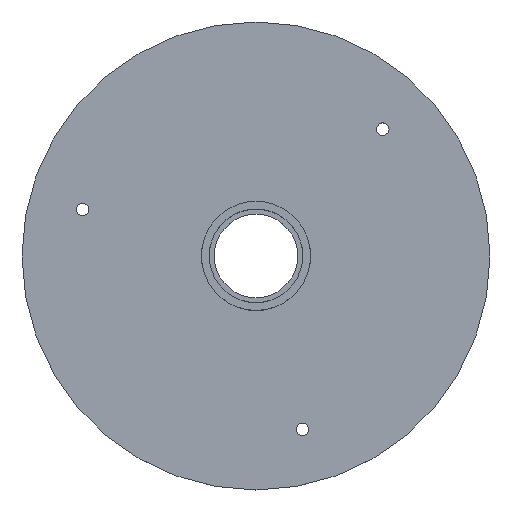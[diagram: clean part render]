
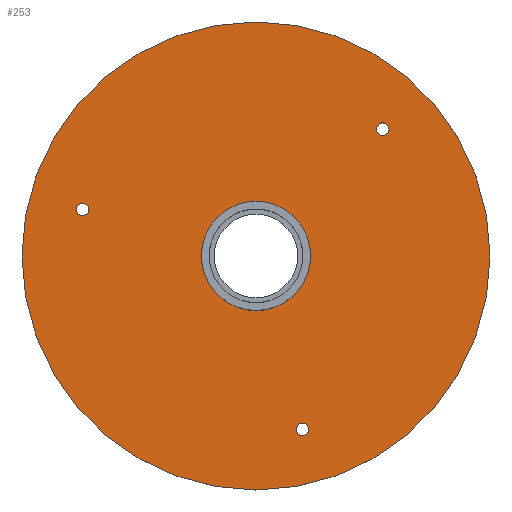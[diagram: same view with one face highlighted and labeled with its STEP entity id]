
A CAD part, top view. The second image highlights one B-rep face of the part: STEP entity #253.
In plain terms, the highlighted planar face has unit normal (0, 0, 1).
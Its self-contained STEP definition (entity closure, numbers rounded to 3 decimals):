
#24 = VERTEX_POINT('',#25);
#25 = CARTESIAN_POINT('',(150.,0.,4.));
#32 = CYLINDRICAL_SURFACE('',#33,150.);
#33 = AXIS2_PLACEMENT_3D('',#34,#35,#36);
#34 = CARTESIAN_POINT('',(0.,0.,0.));
#35 = DIRECTION('',(-0.,-0.,-1.));
#36 = DIRECTION('',(1.,0.,0.));
#51 = EDGE_CURVE('',#24,#24,#52,.T.);
#52 = SURFACE_CURVE('',#53,(#58,#65),.PCURVE_S1.);
#53 = CIRCLE('',#54,150.);
#54 = AXIS2_PLACEMENT_3D('',#55,#56,#57);
#55 = CARTESIAN_POINT('',(0.,0.,4.));
#56 = DIRECTION('',(0.,0.,1.));
#57 = DIRECTION('',(1.,0.,0.));
#58 = PCURVE('',#32,#59);
#59 = DEFINITIONAL_REPRESENTATION('',(#60),#64);
#60 = LINE('',#61,#62);
#61 = CARTESIAN_POINT('',(-0.,-4.));
#62 = VECTOR('',#63,1.);
#63 = DIRECTION('',(-1.,0.));
#64 = ( GEOMETRIC_REPRESENTATION_CONTEXT(2) 
PARAMETRIC_REPRESENTATION_CONTEXT() REPRESENTATION_CONTEXT('2D SPACE',''
  ) );
#65 = PCURVE('',#66,#71);
#66 = PLANE('',#67);
#67 = AXIS2_PLACEMENT_3D('',#68,#69,#70);
#68 = CARTESIAN_POINT('',(150.,0.,4.));
#69 = DIRECTION('',(0.,0.,-1.));
#70 = DIRECTION('',(-1.,0.,0.));
#71 = DEFINITIONAL_REPRESENTATION('',(#72),#80);
#72 = ( BOUNDED_CURVE() B_SPLINE_CURVE(2,(#73,#74,#75,#76,#77,#78,#79),
.UNSPECIFIED.,.F.,.F.) B_SPLINE_CURVE_WITH_KNOTS((1,2,2,2,2,1),(
    -2.094,0.,2.094,4.189,6.283,
8.378),.UNSPECIFIED.) CURVE() GEOMETRIC_REPRESENTATION_ITEM() 
RATIONAL_B_SPLINE_CURVE((1.,0.5,1.,0.5,1.,0.5,1.)) REPRESENTATION_ITEM(
  '') );
#73 = CARTESIAN_POINT('',(0.,0.));
#74 = CARTESIAN_POINT('',(0.,259.808));
#75 = CARTESIAN_POINT('',(225.,129.904));
#76 = CARTESIAN_POINT('',(450.,0.));
#77 = CARTESIAN_POINT('',(225.,-129.904));
#78 = CARTESIAN_POINT('',(0.,-259.808));
#79 = CARTESIAN_POINT('',(0.,0.));
#80 = ( GEOMETRIC_REPRESENTATION_CONTEXT(2) 
PARAMETRIC_REPRESENTATION_CONTEXT() REPRESENTATION_CONTEXT('2D SPACE',''
  ) );
#141 = CYLINDRICAL_SURFACE('',#142,4.);
#142 = AXIS2_PLACEMENT_3D('',#143,#144,#145);
#143 = CARTESIAN_POINT('',(81.317,81.317,4.));
#144 = DIRECTION('',(0.,0.,1.));
#145 = DIRECTION('',(1.,0.,0.));
#176 = CYLINDRICAL_SURFACE('',#177,4.);
#177 = AXIS2_PLACEMENT_3D('',#178,#179,#180);
#178 = CARTESIAN_POINT('',(-111.081,29.764,4.));
#179 = DIRECTION('',(0.,0.,1.));
#180 = DIRECTION('',(-0.5,0.866,0.));
#211 = CYLINDRICAL_SURFACE('',#212,4.);
#212 = AXIS2_PLACEMENT_3D('',#213,#214,#215);
#213 = CARTESIAN_POINT('',(29.764,-111.081,4.));
#214 = DIRECTION('',(0.,0.,1.));
#215 = DIRECTION('',(-0.5,-0.866,0.));
#253 = ADVANCED_FACE('',(#254,#257,#287,#317,#347),#66,.F.);
#254 = FACE_BOUND('',#255,.F.);
#255 = EDGE_LOOP('',(#256));
#256 = ORIENTED_EDGE('',*,*,#51,.F.);
#257 = FACE_BOUND('',#258,.F.);
#258 = EDGE_LOOP('',(#259));
#259 = ORIENTED_EDGE('',*,*,#260,.T.);
#260 = EDGE_CURVE('',#261,#261,#263,.T.);
#261 = VERTEX_POINT('',#262);
#262 = CARTESIAN_POINT('',(85.317,81.317,4.));
#263 = SURFACE_CURVE('',#264,(#269,#280),.PCURVE_S1.);
#264 = CIRCLE('',#265,4.);
#265 = AXIS2_PLACEMENT_3D('',#266,#267,#268);
#266 = CARTESIAN_POINT('',(81.317,81.317,4.));
#267 = DIRECTION('',(0.,0.,1.));
#268 = DIRECTION('',(1.,0.,0.));
#269 = PCURVE('',#66,#270);
#270 = DEFINITIONAL_REPRESENTATION('',(#271),#279);
#271 = ( BOUNDED_CURVE() B_SPLINE_CURVE(2,(#272,#273,#274,#275,#276,#277
,#278),.UNSPECIFIED.,.T.,.F.) B_SPLINE_CURVE_WITH_KNOTS((1,2,2,2,2,1),(
    -2.094,0.,2.094,4.189,6.283,
8.378),.UNSPECIFIED.) CURVE() GEOMETRIC_REPRESENTATION_ITEM() 
RATIONAL_B_SPLINE_CURVE((1.,0.5,1.,0.5,1.,0.5,1.)) REPRESENTATION_ITEM(
  '') );
#272 = CARTESIAN_POINT('',(64.683,81.317));
#273 = CARTESIAN_POINT('',(64.683,88.245));
#274 = CARTESIAN_POINT('',(70.683,84.781));
#275 = CARTESIAN_POINT('',(76.683,81.317));
#276 = CARTESIAN_POINT('',(70.683,77.853));
#277 = CARTESIAN_POINT('',(64.683,74.389));
#278 = CARTESIAN_POINT('',(64.683,81.317));
#279 = ( GEOMETRIC_REPRESENTATION_CONTEXT(2) 
PARAMETRIC_REPRESENTATION_CONTEXT() REPRESENTATION_CONTEXT('2D SPACE',''
  ) );
#280 = PCURVE('',#141,#281);
#281 = DEFINITIONAL_REPRESENTATION('',(#282),#286);
#282 = LINE('',#283,#284);
#283 = CARTESIAN_POINT('',(0.,0.));
#284 = VECTOR('',#285,1.);
#285 = DIRECTION('',(1.,0.));
#286 = ( GEOMETRIC_REPRESENTATION_CONTEXT(2) 
PARAMETRIC_REPRESENTATION_CONTEXT() REPRESENTATION_CONTEXT('2D SPACE',''
  ) );
#287 = FACE_BOUND('',#288,.F.);
#288 = EDGE_LOOP('',(#289));
#289 = ORIENTED_EDGE('',*,*,#290,.T.);
#290 = EDGE_CURVE('',#291,#291,#293,.T.);
#291 = VERTEX_POINT('',#292);
#292 = CARTESIAN_POINT('',(-113.081,33.228,4.));
#293 = SURFACE_CURVE('',#294,(#299,#310),.PCURVE_S1.);
#294 = CIRCLE('',#295,4.);
#295 = AXIS2_PLACEMENT_3D('',#296,#297,#298);
#296 = CARTESIAN_POINT('',(-111.081,29.764,4.));
#297 = DIRECTION('',(0.,0.,1.));
#298 = DIRECTION('',(-0.5,0.866,0.));
#299 = PCURVE('',#66,#300);
#300 = DEFINITIONAL_REPRESENTATION('',(#301),#309);
#301 = ( BOUNDED_CURVE() B_SPLINE_CURVE(2,(#302,#303,#304,#305,#306,#307
,#308),.UNSPECIFIED.,.F.,.F.) B_SPLINE_CURVE_WITH_KNOTS((1,2,2,2,2,1),(
    -2.094,0.,2.094,4.189,6.283,
8.378),.UNSPECIFIED.) CURVE() GEOMETRIC_REPRESENTATION_ITEM() 
RATIONAL_B_SPLINE_CURVE((1.,0.5,1.,0.5,1.,0.5,1.)) REPRESENTATION_ITEM(
  '') );
#302 = CARTESIAN_POINT('',(263.081,33.228));
#303 = CARTESIAN_POINT('',(269.081,29.764));
#304 = CARTESIAN_POINT('',(263.081,26.3));
#305 = CARTESIAN_POINT('',(257.081,22.836));
#306 = CARTESIAN_POINT('',(257.081,29.764));
#307 = CARTESIAN_POINT('',(257.081,36.692));
#308 = CARTESIAN_POINT('',(263.081,33.228));
#309 = ( GEOMETRIC_REPRESENTATION_CONTEXT(2) 
PARAMETRIC_REPRESENTATION_CONTEXT() REPRESENTATION_CONTEXT('2D SPACE',''
  ) );
#310 = PCURVE('',#176,#311);
#311 = DEFINITIONAL_REPRESENTATION('',(#312),#316);
#312 = LINE('',#313,#314);
#313 = CARTESIAN_POINT('',(0.,0.));
#314 = VECTOR('',#315,1.);
#315 = DIRECTION('',(1.,0.));
#316 = ( GEOMETRIC_REPRESENTATION_CONTEXT(2) 
PARAMETRIC_REPRESENTATION_CONTEXT() REPRESENTATION_CONTEXT('2D SPACE',''
  ) );
#317 = FACE_BOUND('',#318,.F.);
#318 = EDGE_LOOP('',(#319));
#319 = ORIENTED_EDGE('',*,*,#320,.T.);
#320 = EDGE_CURVE('',#321,#321,#323,.T.);
#321 = VERTEX_POINT('',#322);
#322 = CARTESIAN_POINT('',(27.764,-114.546,4.));
#323 = SURFACE_CURVE('',#324,(#329,#340),.PCURVE_S1.);
#324 = CIRCLE('',#325,4.);
#325 = AXIS2_PLACEMENT_3D('',#326,#327,#328);
#326 = CARTESIAN_POINT('',(29.764,-111.081,4.));
#327 = DIRECTION('',(0.,0.,1.));
#328 = DIRECTION('',(-0.5,-0.866,0.));
#329 = PCURVE('',#66,#330);
#330 = DEFINITIONAL_REPRESENTATION('',(#331),#339);
#331 = ( BOUNDED_CURVE() B_SPLINE_CURVE(2,(#332,#333,#334,#335,#336,#337
,#338),.UNSPECIFIED.,.F.,.F.) B_SPLINE_CURVE_WITH_KNOTS((1,2,2,2,2,1),(
    -2.094,0.,2.094,4.189,6.283,
8.378),.UNSPECIFIED.) CURVE() GEOMETRIC_REPRESENTATION_ITEM() 
RATIONAL_B_SPLINE_CURVE((1.,0.5,1.,0.5,1.,0.5,1.)) REPRESENTATION_ITEM(
  '') );
#332 = CARTESIAN_POINT('',(122.236,-114.546));
#333 = CARTESIAN_POINT('',(116.236,-118.01));
#334 = CARTESIAN_POINT('',(116.236,-111.081));
#335 = CARTESIAN_POINT('',(116.236,-104.153));
#336 = CARTESIAN_POINT('',(122.236,-107.617));
#337 = CARTESIAN_POINT('',(128.236,-111.081));
#338 = CARTESIAN_POINT('',(122.236,-114.546));
#339 = ( GEOMETRIC_REPRESENTATION_CONTEXT(2) 
PARAMETRIC_REPRESENTATION_CONTEXT() REPRESENTATION_CONTEXT('2D SPACE',''
  ) );
#340 = PCURVE('',#211,#341);
#341 = DEFINITIONAL_REPRESENTATION('',(#342),#346);
#342 = LINE('',#343,#344);
#343 = CARTESIAN_POINT('',(0.,0.));
#344 = VECTOR('',#345,1.);
#345 = DIRECTION('',(1.,0.));
#346 = ( GEOMETRIC_REPRESENTATION_CONTEXT(2) 
PARAMETRIC_REPRESENTATION_CONTEXT() REPRESENTATION_CONTEXT('2D SPACE',''
  ) );
#347 = FACE_BOUND('',#348,.F.);
#348 = EDGE_LOOP('',(#349));
#349 = ORIENTED_EDGE('',*,*,#350,.T.);
#350 = EDGE_CURVE('',#351,#351,#353,.T.);
#351 = VERTEX_POINT('',#352);
#352 = CARTESIAN_POINT('',(35.,0.,4.));
#353 = SURFACE_CURVE('',#354,(#359,#370),.PCURVE_S1.);
#354 = CIRCLE('',#355,35.);
#355 = AXIS2_PLACEMENT_3D('',#356,#357,#358);
#356 = CARTESIAN_POINT('',(0.,0.,4.));
#357 = DIRECTION('',(0.,0.,1.));
#358 = DIRECTION('',(1.,0.,0.));
#359 = PCURVE('',#66,#360);
#360 = DEFINITIONAL_REPRESENTATION('',(#361),#369);
#361 = ( BOUNDED_CURVE() B_SPLINE_CURVE(2,(#362,#363,#364,#365,#366,#367
,#368),.UNSPECIFIED.,.T.,.F.) B_SPLINE_CURVE_WITH_KNOTS((1,2,2,2,2,1),(
    -2.094,0.,2.094,4.189,6.283,
8.378),.UNSPECIFIED.) CURVE() GEOMETRIC_REPRESENTATION_ITEM() 
RATIONAL_B_SPLINE_CURVE((1.,0.5,1.,0.5,1.,0.5,1.)) REPRESENTATION_ITEM(
  '') );
#362 = CARTESIAN_POINT('',(115.,0.));
#363 = CARTESIAN_POINT('',(115.,60.622));
#364 = CARTESIAN_POINT('',(167.5,30.311));
#365 = CARTESIAN_POINT('',(220.,0.));
#366 = CARTESIAN_POINT('',(167.5,-30.311));
#367 = CARTESIAN_POINT('',(115.,-60.622));
#368 = CARTESIAN_POINT('',(115.,0.));
#369 = ( GEOMETRIC_REPRESENTATION_CONTEXT(2) 
PARAMETRIC_REPRESENTATION_CONTEXT() REPRESENTATION_CONTEXT('2D SPACE',''
  ) );
#370 = PCURVE('',#371,#376);
#371 = CYLINDRICAL_SURFACE('',#372,35.);
#372 = AXIS2_PLACEMENT_3D('',#373,#374,#375);
#373 = CARTESIAN_POINT('',(0.,0.,4.));
#374 = DIRECTION('',(-0.,-0.,-1.));
#375 = DIRECTION('',(1.,0.,0.));
#376 = DEFINITIONAL_REPRESENTATION('',(#377),#381);
#377 = LINE('',#378,#379);
#378 = CARTESIAN_POINT('',(-0.,0.));
#379 = VECTOR('',#380,1.);
#380 = DIRECTION('',(-1.,0.));
#381 = ( GEOMETRIC_REPRESENTATION_CONTEXT(2) 
PARAMETRIC_REPRESENTATION_CONTEXT() REPRESENTATION_CONTEXT('2D SPACE',''
  ) );
